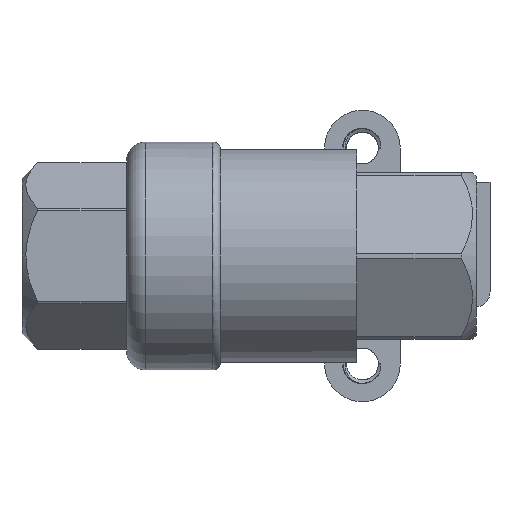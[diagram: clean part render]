
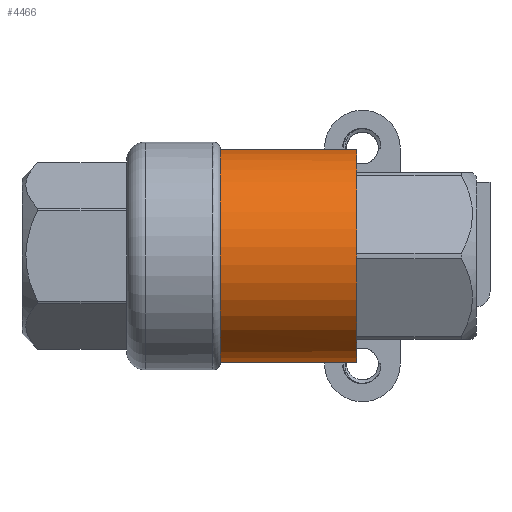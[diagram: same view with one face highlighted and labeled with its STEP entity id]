
A CAD part, front view. The second image highlights one B-rep face of the part: STEP entity #4466.
In plain terms, the highlighted cylindrical face has radius 14.05 mm (diameter 28.1 mm), a partial arc.
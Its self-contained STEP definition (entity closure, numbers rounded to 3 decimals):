
#43=CYLINDRICAL_SURFACE('',#4724,14.05);
#291=LINE('',#17174,#549);
#292=LINE('',#17178,#550);
#549=VECTOR('',#5183,1000.);
#550=VECTOR('',#5190,1000.);
#720=CIRCLE('',#4637,14.05);
#721=CIRCLE('',#4639,14.05);
#746=CIRCLE('',#4701,14.05);
#757=CIRCLE('',#4723,14.05);
#1569=ORIENTED_EDGE('',*,*,#2761,.T.);
#1570=ORIENTED_EDGE('',*,*,#2775,.T.);
#1571=ORIENTED_EDGE('',*,*,#2659,.F.);
#1572=ORIENTED_EDGE('',*,*,#2785,.F.);
#1573=ORIENTED_EDGE('',*,*,#2788,.F.);
#1574=ORIENTED_EDGE('',*,*,#2781,.F.);
#1575=ORIENTED_EDGE('',*,*,#2662,.F.);
#1576=ORIENTED_EDGE('',*,*,#2772,.T.);
#2659=EDGE_CURVE('',#3373,#3374,#720,.T.);
#2662=EDGE_CURVE('',#3376,#3377,#721,.T.);
#2761=EDGE_CURVE('',#3445,#3443,#746,.T.);
#2772=EDGE_CURVE('',#3376,#3445,#291,.T.);
#2775=EDGE_CURVE('',#3443,#3374,#292,.T.);
#2781=EDGE_CURVE('',#3377,#3449,#3781,.T.);
#2785=EDGE_CURVE('',#3452,#3373,#3785,.T.);
#2788=EDGE_CURVE('',#3449,#3452,#757,.T.);
#3373=VERTEX_POINT('',#16900);
#3374=VERTEX_POINT('',#16902);
#3376=VERTEX_POINT('',#16908);
#3377=VERTEX_POINT('',#16909);
#3443=VERTEX_POINT('',#17142);
#3445=VERTEX_POINT('',#17145);
#3449=VERTEX_POINT('',#17198);
#3452=VERTEX_POINT('',#17218);
#3781=B_SPLINE_CURVE_WITH_KNOTS('',3,(#17189,#17190,#17191,#17192,#17193,
#17194,#17195,#17196,#17197),.UNSPECIFIED.,.F.,.F.,(4,1,1,1,1,1,4),(-0.011,
-0.007,-0.002,0.,0.002,
0.004,0.006),.UNSPECIFIED.);
#3785=B_SPLINE_CURVE_WITH_KNOTS('',3,(#17219,#17220,#17221,#17222,#17223,
#17224,#17225,#17226,#17227,#17228,#17229),.UNSPECIFIED.,.F.,.F.,(4,1,1,
1,1,1,1,1,4),(-0.006,-0.004,-0.002,
0.,0.002,0.005,0.007,
0.009,0.011),.UNSPECIFIED.);
#3971=EDGE_LOOP('',(#1569,#1570,#1571,#1572,#1573,#1574,#1575,#1576));
#4209=FACE_BOUND('',#3971,.T.);
#4466=ADVANCED_FACE('',(#4209),#43,.T.);
#4637=AXIS2_PLACEMENT_3D('',#16901,#4968,#4969);
#4639=AXIS2_PLACEMENT_3D('',#16907,#4974,#4975);
#4701=AXIS2_PLACEMENT_3D('',#17144,#5166,#5167);
#4723=AXIS2_PLACEMENT_3D('',#17235,#5219,#5220);
#4724=AXIS2_PLACEMENT_3D('',#17236,#5221,#5222);
#4968=DIRECTION('',(1.,0.,0.));
#4969=DIRECTION('',(0.,0.,1.));
#4974=DIRECTION('',(1.,0.,0.));
#4975=DIRECTION('',(0.,0.,1.));
#5166=DIRECTION('',(-1.,0.,0.));
#5167=DIRECTION('',(0.,-1.,0.));
#5183=DIRECTION('',(1.,0.,0.));
#5190=DIRECTION('',(-1.,0.,0.));
#5219=DIRECTION('',(-1.,0.,0.));
#5220=DIRECTION('',(0.,-1.,0.));
#5221=DIRECTION('',(-1.,0.,0.));
#5222=DIRECTION('',(0.,-1.,0.));
#16900=CARTESIAN_POINT('',(2.554,10.288,45.86));
#16901=CARTESIAN_POINT('',(2.554,-3.553,43.446));
#16902=CARTESIAN_POINT('',(2.554,3.997,55.295));
#16907=CARTESIAN_POINT('',(2.554,-3.553,43.446));
#16908=CARTESIAN_POINT('',(2.554,3.997,31.597));
#16909=CARTESIAN_POINT('',(2.554,10.288,41.032));
#17142=CARTESIAN_POINT('',(6.804,3.997,55.295));
#17144=CARTESIAN_POINT('',(6.804,-3.553,43.446));
#17145=CARTESIAN_POINT('',(6.804,3.997,31.597));
#17174=CARTESIAN_POINT('',(-22.196,3.997,31.597));
#17178=CARTESIAN_POINT('',(-22.196,3.997,55.295));
#17189=CARTESIAN_POINT('',(2.554,10.288,41.032));
#17190=CARTESIAN_POINT('',(2.141,10.045,39.635));
#17191=CARTESIAN_POINT('',(0.648,9.177,37.197));
#17192=CARTESIAN_POINT('',(-2.377,7.945,35.348));
#17193=CARTESIAN_POINT('',(-5.284,7.564,34.855));
#17194=CARTESIAN_POINT('',(-7.486,7.728,35.063));
#17195=CARTESIAN_POINT('',(-9.511,8.255,35.803));
#17196=CARTESIAN_POINT('',(-10.67,8.723,36.591));
#17197=CARTESIAN_POINT('',(-11.196,8.958,37.051));
#17198=CARTESIAN_POINT('',(-11.196,8.958,37.051));
#17218=CARTESIAN_POINT('',(-11.196,8.958,49.84));
#17219=CARTESIAN_POINT('',(-11.196,8.958,49.84));
#17220=CARTESIAN_POINT('',(-10.67,8.723,50.3));
#17221=CARTESIAN_POINT('',(-9.524,8.261,51.08));
#17222=CARTESIAN_POINT('',(-7.507,7.731,51.824));
#17223=CARTESIAN_POINT('',(-5.292,7.564,52.036));
#17224=CARTESIAN_POINT('',(-3.126,7.844,51.674));
#17225=CARTESIAN_POINT('',(-1.173,8.438,50.805));
#17226=CARTESIAN_POINT('',(0.474,9.153,49.518));
#17227=CARTESIAN_POINT('',(1.775,9.834,47.85));
#17228=CARTESIAN_POINT('',(2.347,10.166,46.559));
#17229=CARTESIAN_POINT('',(2.554,10.288,45.86));
#17235=CARTESIAN_POINT('',(-11.196,-3.553,43.446));
#17236=CARTESIAN_POINT('',(-22.196,-3.553,43.446));
